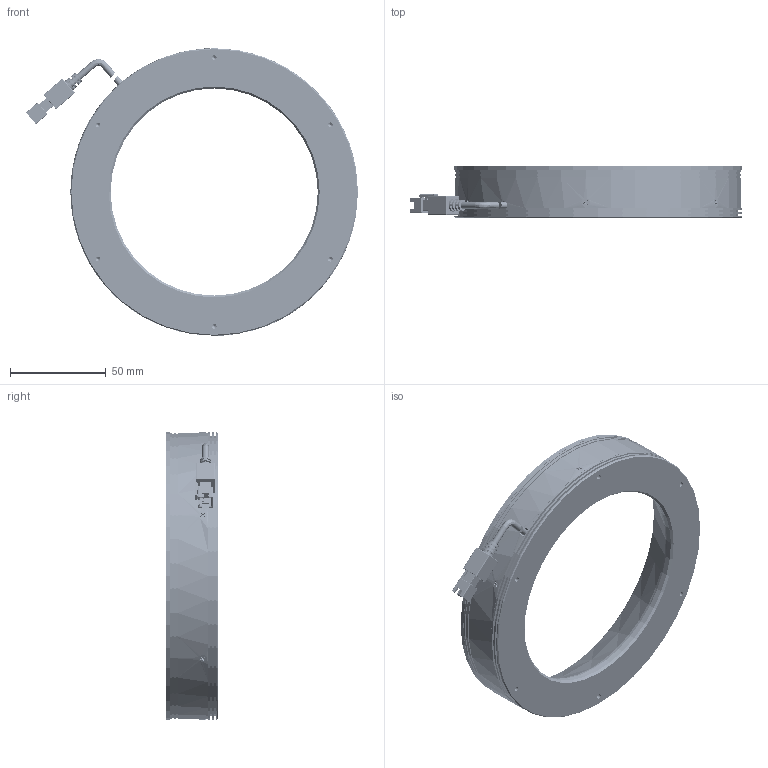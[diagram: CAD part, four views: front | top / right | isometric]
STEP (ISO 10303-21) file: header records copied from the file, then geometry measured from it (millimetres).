
FILE_DESCRIPTION (( 'STEP AP214' ), '1' );
FILE_NAME ('660021-R.STEP', '2019-03-28T07:22:33', ( 'user' ), ( '微软中国' ), 'SwSTEP 2.0', 'SolidWorks 2016', '' );
FILE_SCHEMA (( 'AUTOMOTIVE_DESIGN' ));
Length unit declared in the file: millimetre
Products named in the file (1): 660021-R
Bounding box: 173.15 x 27.1 x 150 mm (x, y, z)
Volume: 107139 mm3; surface area: 134208 mm2
Topology: 391 solids, 391 shells, 7206 faces, 16413 edges, 10402 vertices
Faces by surface type: plane 4800, cylinder 1855, bspline 439, cone 112
Entity records: 285169 total; most frequent: CARTESIAN_POINT 43102, DIRECTION 32249, ORIENTED_EDGE 31306, EDGE_CURVE 15653, LINE 11615, VECTOR 11615, VERTEX_POINT 10402, AXIS2_PLACEMENT_3D 10317
